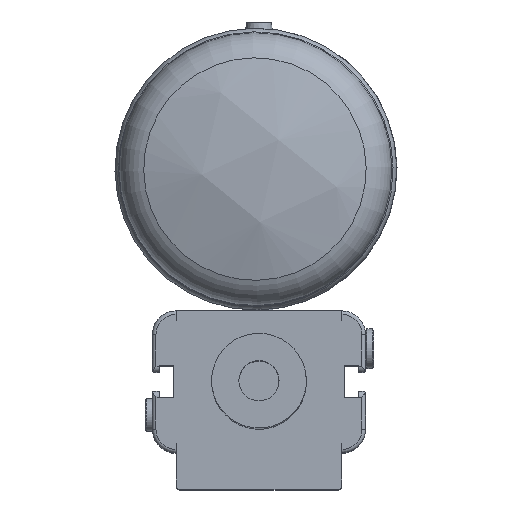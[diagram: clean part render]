
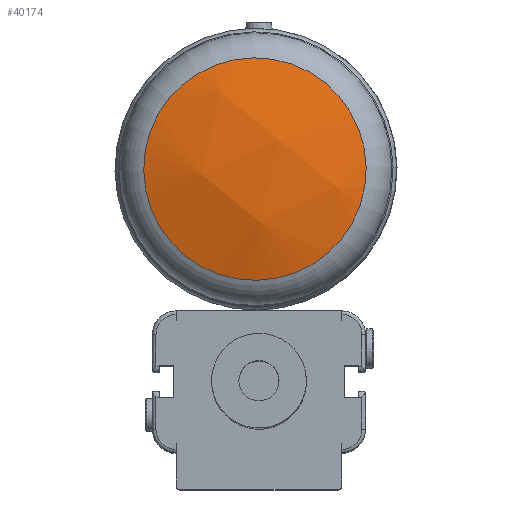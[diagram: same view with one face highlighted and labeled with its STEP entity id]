
A CAD part, top view. The second image highlights one B-rep face of the part: STEP entity #40174.
In plain terms, the highlighted spherical face has radius 137.607 mm.
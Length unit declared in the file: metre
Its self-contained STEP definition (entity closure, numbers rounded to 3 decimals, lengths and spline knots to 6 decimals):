
#37=SPHERICAL_SURFACE('',#43933,0.137607);
#3666=FACE_OUTER_BOUND('',#6167,.T.);
#6167=EDGE_LOOP('',(#33371,#33372));
#8510=CIRCLE('',#43934,0.046972);
#8511=CIRCLE('',#43935,0.046972);
#18328=VERTEX_POINT('',#67919);
#18329=VERTEX_POINT('',#67920);
#23591=EDGE_CURVE('',#18328,#18329,#8510,.T.);
#23592=EDGE_CURVE('',#18329,#18328,#8511,.T.);
#33371=ORIENTED_EDGE('',*,*,#23591,.T.);
#33372=ORIENTED_EDGE('',*,*,#23592,.T.);
#40174=ADVANCED_FACE('',(#3666),#37,.T.);
#43933=AXIS2_PLACEMENT_3D('',#67918,#53409,#53410);
#43934=AXIS2_PLACEMENT_3D('',#67921,#53411,#53412);
#43935=AXIS2_PLACEMENT_3D('',#67922,#53413,#53414);
#53409=DIRECTION('center_axis',(-0.631,-0.775,-0.009));
#53410=DIRECTION('ref_axis',(-0.014,0.,1.));
#53411=DIRECTION('center_axis',(-0.014,0.,
1.));
#53412=DIRECTION('ref_axis',(-0.775,0.631,-0.011));
#53413=DIRECTION('center_axis',(-0.014,0.,
1.));
#53414=DIRECTION('ref_axis',(-0.775,0.631,-0.011));
#67918=CARTESIAN_POINT('Origin',(0.000105,0.0898,
0.002144));
#67919=CARTESIAN_POINT('',(-0.03811,0.119457,0.130968));
#67920=CARTESIAN_POINT('',(-0.031341,0.053374,0.131062));
#67921=CARTESIAN_POINT('Origin',(-0.001687,0.0898,
0.131473));
#67922=CARTESIAN_POINT('Origin',(-0.001687,0.0898,
0.131473));
